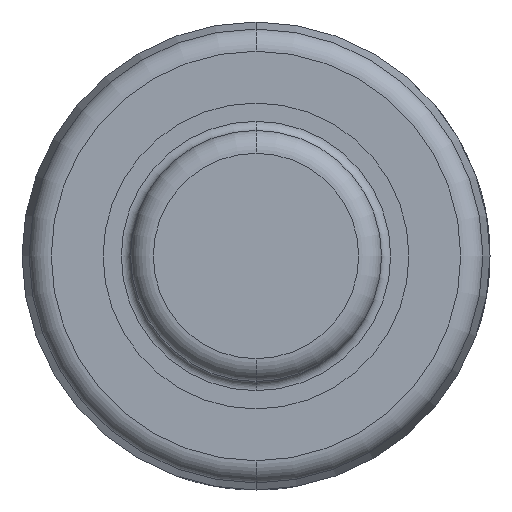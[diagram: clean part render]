
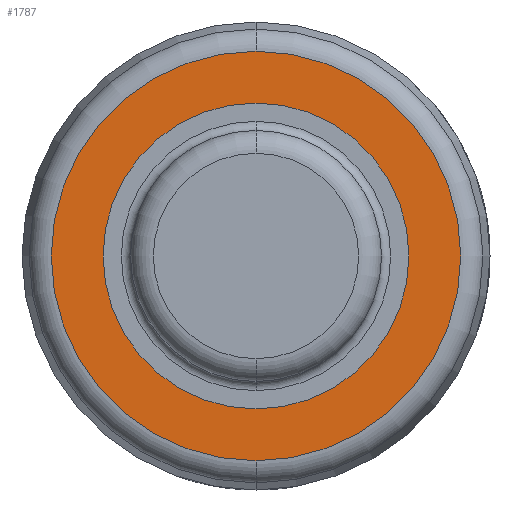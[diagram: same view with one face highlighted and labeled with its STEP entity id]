
A CAD part, front view. The second image highlights one B-rep face of the part: STEP entity #1787.
In plain terms, the highlighted planar face has unit normal (0, -1, 0).
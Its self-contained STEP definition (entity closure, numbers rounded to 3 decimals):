
#588 = DIRECTION ( 'NONE',  ( 0., -1., 0. ) ) ;
#723 = FACE_BOUND ( 'NONE', #3616, .T. ) ;
#1162 = CARTESIAN_POINT ( 'NONE',  ( 0., 0., 0. ) ) ;
#1216 = DIRECTION ( 'NONE',  ( 0., -1., 0. ) ) ;
#1337 = ORIENTED_EDGE ( 'NONE', *, *, #4860, .F. ) ;
#1604 = EDGE_LOOP ( 'NONE', ( #3879, #12267 ) ) ;
#1704 = AXIS2_PLACEMENT_3D ( 'NONE', #4370, #3316, #11433 ) ;
#1787 = ADVANCED_FACE ( 'NONE', ( #5747, #723 ), #3836, .F. ) ;
#2265 = EDGE_CURVE ( 'NONE', #7537, #11059, #3273, .T. ) ;
#3044 = DIRECTION ( 'NONE',  ( 0., 0., 1. ) ) ;
#3273 = CIRCLE ( 'NONE', #10670, 4.485 ) ;
#3316 = DIRECTION ( 'NONE',  ( 0., -1., 0. ) ) ;
#3496 = CARTESIAN_POINT ( 'NONE',  ( 0., 0., 0. ) ) ;
#3616 = EDGE_LOOP ( 'NONE', ( #10072, #1337 ) ) ;
#3836 = PLANE ( 'NONE',  #10633 ) ;
#3879 = ORIENTED_EDGE ( 'NONE', *, *, #5670, .T. ) ;
#4078 = DIRECTION ( 'NONE',  ( 0., -1., 0. ) ) ;
#4150 = VERTEX_POINT ( 'NONE', #4930 ) ;
#4370 = CARTESIAN_POINT ( 'NONE',  ( 0., 0., 0. ) ) ;
#4416 = CIRCLE ( 'NONE', #5252, 4.485 ) ;
#4439 = VERTEX_POINT ( 'NONE', #6950 ) ;
#4505 = EDGE_CURVE ( 'NONE', #4150, #4439, #4882, .T. ) ;
#4860 = EDGE_CURVE ( 'NONE', #4439, #4150, #9966, .T. ) ;
#4882 = CIRCLE ( 'NONE', #1704, 3.35 ) ;
#4930 = CARTESIAN_POINT ( 'NONE',  ( 0., 0., -3.35 ) ) ;
#4942 = DIRECTION ( 'NONE',  ( 0., 0., 1. ) ) ;
#4950 = CARTESIAN_POINT ( 'NONE',  ( 0., 0., 0. ) ) ;
#5252 = AXIS2_PLACEMENT_3D ( 'NONE', #6231, #1216, #10211 ) ;
#5670 = EDGE_CURVE ( 'NONE', #11059, #7537, #4416, .T. ) ;
#5747 = FACE_OUTER_BOUND ( 'NONE', #1604, .T. ) ;
#5871 = DIRECTION ( 'NONE',  ( 0., 1., 0. ) ) ;
#6231 = CARTESIAN_POINT ( 'NONE',  ( 0., 0., 0. ) ) ;
#6600 = CARTESIAN_POINT ( 'NONE',  ( 0., 0., -4.485 ) ) ;
#6950 = CARTESIAN_POINT ( 'NONE',  ( 0., 0., 3.35 ) ) ;
#7131 = CARTESIAN_POINT ( 'NONE',  ( 0., 0., 4.485 ) ) ;
#7537 = VERTEX_POINT ( 'NONE', #6600 ) ;
#8902 = AXIS2_PLACEMENT_3D ( 'NONE', #3496, #588, #12500 ) ;
#9966 = CIRCLE ( 'NONE', #8902, 3.35 ) ;
#10072 = ORIENTED_EDGE ( 'NONE', *, *, #4505, .F. ) ;
#10211 = DIRECTION ( 'NONE',  ( 0., 0., 1. ) ) ;
#10633 = AXIS2_PLACEMENT_3D ( 'NONE', #4950, #5871, #3044 ) ;
#10670 = AXIS2_PLACEMENT_3D ( 'NONE', #1162, #4078, #4942 ) ;
#11059 = VERTEX_POINT ( 'NONE', #7131 ) ;
#11433 = DIRECTION ( 'NONE',  ( 0., 0., -1. ) ) ;
#12267 = ORIENTED_EDGE ( 'NONE', *, *, #2265, .T. ) ;
#12500 = DIRECTION ( 'NONE',  ( 0., 0., -1. ) ) ;
